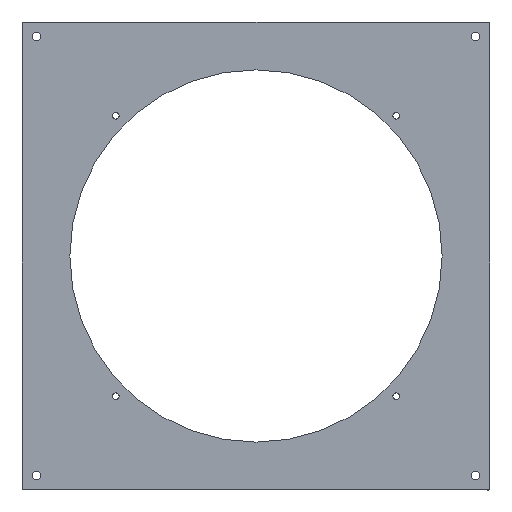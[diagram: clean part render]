
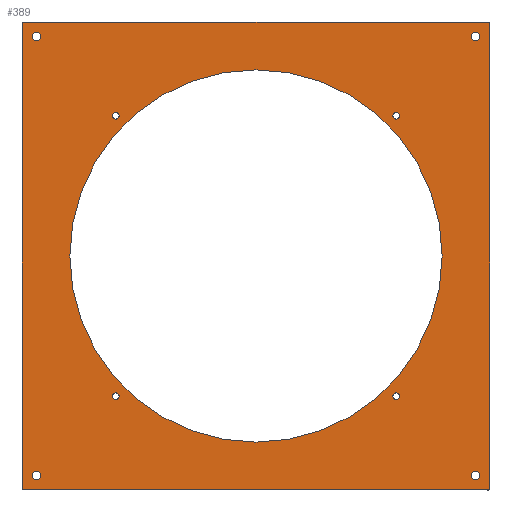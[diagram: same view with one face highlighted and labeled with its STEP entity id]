
A CAD part, top view. The second image highlights one B-rep face of the part: STEP entity #389.
In plain terms, the highlighted planar face has unit normal (0, 0, 1).
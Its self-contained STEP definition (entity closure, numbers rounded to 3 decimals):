
#24=FACE_BOUND('',#86,.T.);
#25=FACE_BOUND('',#87,.T.);
#26=FACE_BOUND('',#88,.T.);
#27=FACE_BOUND('',#89,.T.);
#28=FACE_BOUND('',#90,.T.);
#29=FACE_BOUND('',#91,.T.);
#30=FACE_BOUND('',#92,.T.);
#31=FACE_BOUND('',#93,.T.);
#32=FACE_BOUND('',#94,.T.);
#38=PLANE('',#448);
#57=FACE_OUTER_BOUND('',#85,.T.);
#85=EDGE_LOOP('',(#341,#342,#343,#344,#345,#346,#347,#348));
#86=EDGE_LOOP('',(#349));
#87=EDGE_LOOP('',(#350));
#88=EDGE_LOOP('',(#351));
#89=EDGE_LOOP('',(#352));
#90=EDGE_LOOP('',(#353));
#91=EDGE_LOOP('',(#354));
#92=EDGE_LOOP('',(#355));
#93=EDGE_LOOP('',(#356));
#94=EDGE_LOOP('',(#357));
#100=LINE('',#600,#125);
#110=LINE('',#637,#135);
#115=LINE('',#655,#140);
#119=LINE('',#669,#144);
#125=VECTOR('',#488,10.);
#135=VECTOR('',#524,10.);
#140=VECTOR('',#545,10.);
#144=VECTOR('',#563,10.);
#145=CIRCLE('',#405,3.5);
#147=CIRCLE('',#408,3.5);
#149=CIRCLE('',#411,3.5);
#151=CIRCLE('',#414,3.5);
#154=CIRCLE('',#418,192.5);
#155=CIRCLE('',#421,2.);
#158=CIRCLE('',#425,4.5);
#159=CIRCLE('',#427,2.);
#162=CIRCLE('',#431,4.5);
#167=CIRCLE('',#439,2.);
#168=CIRCLE('',#442,4.5);
#169=CIRCLE('',#444,2.);
#170=CIRCLE('',#446,4.5);
#171=VERTEX_POINT('',#568);
#173=VERTEX_POINT('',#574);
#175=VERTEX_POINT('',#580);
#177=VERTEX_POINT('',#586);
#180=VERTEX_POINT('',#594);
#181=VERTEX_POINT('',#598);
#182=VERTEX_POINT('',#599);
#185=VERTEX_POINT('',#607);
#188=VERTEX_POINT('',#615);
#189=VERTEX_POINT('',#619);
#192=VERTEX_POINT('',#627);
#195=VERTEX_POINT('',#634);
#196=VERTEX_POINT('',#636);
#201=VERTEX_POINT('',#651);
#202=VERTEX_POINT('',#657);
#203=VERTEX_POINT('',#661);
#204=VERTEX_POINT('',#665);
#205=EDGE_CURVE('',#171,#171,#145,.T.);
#208=EDGE_CURVE('',#173,#173,#147,.T.);
#211=EDGE_CURVE('',#175,#175,#149,.T.);
#214=EDGE_CURVE('',#177,#177,#151,.T.);
#219=EDGE_CURVE('',#180,#180,#154,.T.);
#220=EDGE_CURVE('',#181,#182,#100,.F.);
#224=EDGE_CURVE('',#182,#185,#155,.T.);
#229=EDGE_CURVE('',#188,#188,#158,.T.);
#230=EDGE_CURVE('',#181,#189,#159,.T.);
#235=EDGE_CURVE('',#192,#192,#162,.T.);
#238=EDGE_CURVE('',#196,#195,#110,.T.);
#247=EDGE_CURVE('',#201,#195,#167,.T.);
#248=EDGE_CURVE('',#185,#201,#115,.F.);
#249=EDGE_CURVE('',#202,#202,#168,.F.);
#251=EDGE_CURVE('',#203,#196,#169,.T.);
#253=EDGE_CURVE('',#204,#204,#170,.F.);
#255=EDGE_CURVE('',#189,#203,#119,.T.);
#341=ORIENTED_EDGE('',*,*,#255,.T.);
#342=ORIENTED_EDGE('',*,*,#251,.T.);
#343=ORIENTED_EDGE('',*,*,#238,.T.);
#344=ORIENTED_EDGE('',*,*,#247,.F.);
#345=ORIENTED_EDGE('',*,*,#248,.F.);
#346=ORIENTED_EDGE('',*,*,#224,.F.);
#347=ORIENTED_EDGE('',*,*,#220,.F.);
#348=ORIENTED_EDGE('',*,*,#230,.T.);
#349=ORIENTED_EDGE('',*,*,#205,.T.);
#350=ORIENTED_EDGE('',*,*,#208,.T.);
#351=ORIENTED_EDGE('',*,*,#211,.T.);
#352=ORIENTED_EDGE('',*,*,#214,.T.);
#353=ORIENTED_EDGE('',*,*,#219,.F.);
#354=ORIENTED_EDGE('',*,*,#229,.T.);
#355=ORIENTED_EDGE('',*,*,#235,.F.);
#356=ORIENTED_EDGE('',*,*,#249,.T.);
#357=ORIENTED_EDGE('',*,*,#253,.F.);
#389=ADVANCED_FACE('',(#57,#24,#25,#26,#27,#28,#29,#30,#31,#32),#38,.F.);
#405=AXIS2_PLACEMENT_3D('',#569,#453,#454);
#408=AXIS2_PLACEMENT_3D('',#575,#460,#461);
#411=AXIS2_PLACEMENT_3D('',#581,#467,#468);
#414=AXIS2_PLACEMENT_3D('',#587,#474,#475);
#418=AXIS2_PLACEMENT_3D('',#596,#484,#485);
#421=AXIS2_PLACEMENT_3D('',#608,#494,#495);
#425=AXIS2_PLACEMENT_3D('',#617,#504,#505);
#427=AXIS2_PLACEMENT_3D('',#620,#508,#509);
#431=AXIS2_PLACEMENT_3D('',#629,#518,#519);
#439=AXIS2_PLACEMENT_3D('',#653,#541,#542);
#442=AXIS2_PLACEMENT_3D('',#658,#548,#549);
#444=AXIS2_PLACEMENT_3D('',#662,#553,#554);
#446=AXIS2_PLACEMENT_3D('',#666,#558,#559);
#448=AXIS2_PLACEMENT_3D('',#670,#564,#565);
#453=DIRECTION('center_axis',(0.,0.,
-1.));
#454=DIRECTION('ref_axis',(-1.,0.,0.));
#460=DIRECTION('center_axis',(0.,0.,
-1.));
#461=DIRECTION('ref_axis',(-1.,0.,0.));
#467=DIRECTION('center_axis',(0.,0.,
-1.));
#468=DIRECTION('ref_axis',(-1.,0.,0.));
#474=DIRECTION('center_axis',(0.,0.,
-1.));
#475=DIRECTION('ref_axis',(-1.,0.,0.));
#484=DIRECTION('center_axis',(0.,0.,1.));
#485=DIRECTION('ref_axis',(-1.,0.,0.));
#488=DIRECTION('',(0.,-1.,0.));
#494=DIRECTION('center_axis',(0.,0.,
-1.));
#495=DIRECTION('ref_axis',(-0.707,0.707,0.));
#504=DIRECTION('center_axis',(0.,0.,
-1.));
#505=DIRECTION('ref_axis',(1.,0.,0.));
#508=DIRECTION('center_axis',(0.,0.,
1.));
#509=DIRECTION('ref_axis',(-0.707,-0.707,0.));
#518=DIRECTION('center_axis',(0.,0.,
1.));
#519=DIRECTION('ref_axis',(1.,0.,0.));
#524=DIRECTION('',(0.,1.,0.));
#541=DIRECTION('center_axis',(0.,0.,
-1.));
#542=DIRECTION('ref_axis',(0.707,0.707,0.));
#545=DIRECTION('',(-1.,0.,0.));
#548=DIRECTION('center_axis',(0.,0.,
1.));
#549=DIRECTION('ref_axis',(-1.,0.,0.));
#553=DIRECTION('center_axis',(0.,0.,
1.));
#554=DIRECTION('ref_axis',(0.707,-0.707,0.));
#558=DIRECTION('center_axis',(0.,0.,
-1.));
#559=DIRECTION('ref_axis',(-1.,0.,0.));
#563=DIRECTION('',(1.,0.,0.));
#564=DIRECTION('center_axis',(0.,0.,
-1.));
#565=DIRECTION('ref_axis',(1.,0.,0.));
#568=CARTESIAN_POINT('',(148.497,144.997,2.));
#569=CARTESIAN_POINT('Origin',(144.997,144.997,2.));
#574=CARTESIAN_POINT('',(148.497,-144.997,2.));
#575=CARTESIAN_POINT('Origin',(144.997,-144.997,2.));
#580=CARTESIAN_POINT('',(-141.497,144.997,2.));
#581=CARTESIAN_POINT('Origin',(-144.997,144.997,2.));
#586=CARTESIAN_POINT('',(-141.497,-144.997,2.));
#587=CARTESIAN_POINT('Origin',(-144.997,-144.997,2.));
#594=CARTESIAN_POINT('',(192.5,0.,2.));
#596=CARTESIAN_POINT('Origin',(0.,0.,2.));
#598=CARTESIAN_POINT('',(-242.,-240.,2.));
#599=CARTESIAN_POINT('',(-242.,240.,2.));
#600=CARTESIAN_POINT('',(-242.,-88.5,2.));
#607=CARTESIAN_POINT('',(-240.,242.,2.));
#608=CARTESIAN_POINT('Origin',(-240.,240.,2.));
#615=CARTESIAN_POINT('',(-231.5,227.,2.));
#617=CARTESIAN_POINT('Origin',(-227.,227.,2.));
#619=CARTESIAN_POINT('',(-240.,-242.,2.));
#620=CARTESIAN_POINT('Origin',(-240.,-240.,2.));
#627=CARTESIAN_POINT('',(-231.5,-227.,2.));
#629=CARTESIAN_POINT('Origin',(-227.,-227.,2.));
#634=CARTESIAN_POINT('',(242.,240.,2.));
#636=CARTESIAN_POINT('',(242.,-240.,2.));
#637=CARTESIAN_POINT('',(242.,82.5,2.));
#651=CARTESIAN_POINT('',(240.,242.,2.));
#653=CARTESIAN_POINT('Origin',(240.,240.,2.));
#655=CARTESIAN_POINT('',(-185.5,242.,2.));
#657=CARTESIAN_POINT('',(231.5,227.,2.));
#658=CARTESIAN_POINT('Origin',(227.,227.,2.));
#661=CARTESIAN_POINT('',(240.,-242.,2.));
#662=CARTESIAN_POINT('Origin',(240.,-240.,2.));
#665=CARTESIAN_POINT('',(231.5,-227.,2.));
#666=CARTESIAN_POINT('Origin',(227.,-227.,2.));
#669=CARTESIAN_POINT('',(191.5,-242.,2.));
#670=CARTESIAN_POINT('Origin',(-48.,-49.,2.));
